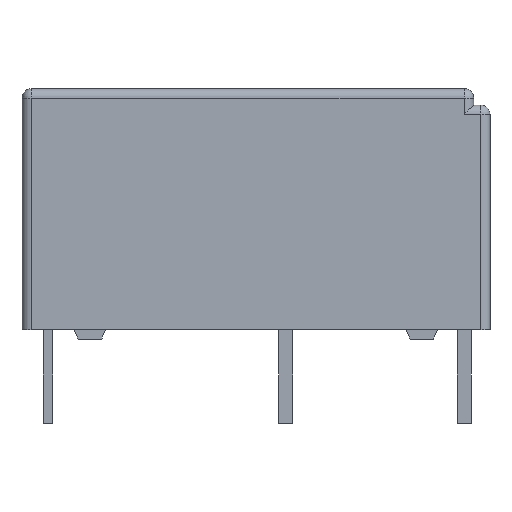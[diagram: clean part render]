
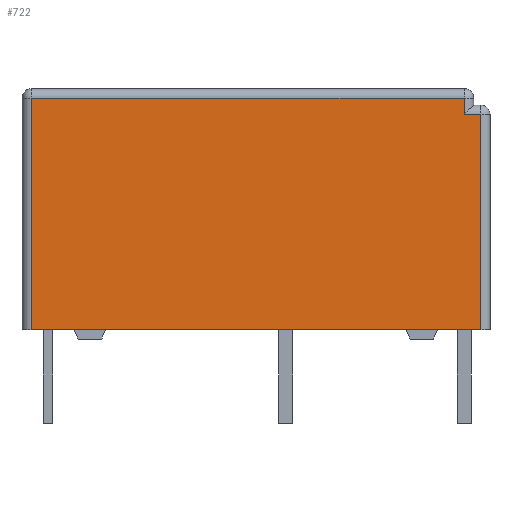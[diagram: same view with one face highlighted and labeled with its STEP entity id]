
A CAD part, front view. The second image highlights one B-rep face of the part: STEP entity #722.
In plain terms, the highlighted planar face has unit normal (0, -1, 0).
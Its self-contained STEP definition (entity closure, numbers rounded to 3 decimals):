
#107=CARTESIAN_POINT('',(-9.6,-5.,10.3));
#108=VERTEX_POINT('',#107);
#209=CARTESIAN_POINT('',(8.9,-5.,10.3));
#210=VERTEX_POINT('',#209);
#279=CARTESIAN_POINT('',(9.6,-5.,9.6));
#280=VERTEX_POINT('',#279);
#312=CARTESIAN_POINT('',(9.6,-5.,0.4));
#313=VERTEX_POINT('',#312);
#330=CARTESIAN_POINT('',(9.6,-5.,9.6));
#331=DIRECTION('',(0.0,0.0,-1.0));
#332=VECTOR('',#331,9.2);
#333=LINE('',#330,#332);
#334=EDGE_CURVE('',#280,#313,#333,.T.);
#366=CARTESIAN_POINT('',(8.9,-5.,9.6));
#367=VERTEX_POINT('',#366);
#368=CARTESIAN_POINT('',(8.9,-5.,9.6));
#369=DIRECTION('',(1.0,0.0,0.0));
#370=VECTOR('',#369,0.7);
#371=LINE('',#368,#370);
#372=EDGE_CURVE('',#367,#280,#371,.T.);
#468=CARTESIAN_POINT('',(8.9,-5.,10.3));
#469=DIRECTION('',(0.0,0.0,-1.0));
#470=VECTOR('',#469,0.7);
#471=LINE('',#468,#470);
#472=EDGE_CURVE('',#210,#367,#471,.T.);
#491=CARTESIAN_POINT('',(-9.6,-5.,10.3));
#492=DIRECTION('',(1.0,0.0,0.0));
#493=VECTOR('',#492,18.5);
#494=LINE('',#491,#493);
#495=EDGE_CURVE('',#108,#210,#494,.T.);
#605=CARTESIAN_POINT('',(-9.6,-5.,0.4));
#606=VERTEX_POINT('',#605);
#614=CARTESIAN_POINT('',(-9.6,-5.,0.4));
#615=DIRECTION('',(0.0,0.0,1.0));
#616=VECTOR('',#615,9.9);
#617=LINE('',#614,#616);
#618=EDGE_CURVE('',#606,#108,#617,.T.);
#704=CARTESIAN_POINT('',(0.,-5.0,5.55));
#705=DIRECTION('',(0.0,1.0,0.0));
#706=DIRECTION('',(0.0,0.0,1.0));
#707=AXIS2_PLACEMENT_3D('',#704,#705,#706);
#708=PLANE('',#707);
#709=ORIENTED_EDGE('',*,*,#334,.F.);
#710=ORIENTED_EDGE('',*,*,#372,.F.);
#711=ORIENTED_EDGE('',*,*,#472,.F.);
#712=ORIENTED_EDGE('',*,*,#495,.F.);
#713=ORIENTED_EDGE('',*,*,#618,.F.);
#714=CARTESIAN_POINT('',(9.6,-5.,0.4));
#715=DIRECTION('',(-1.0,0.0,0.0));
#716=VECTOR('',#715,19.2);
#717=LINE('',#714,#716);
#718=EDGE_CURVE('',#313,#606,#717,.T.);
#719=ORIENTED_EDGE('',*,*,#718,.F.);
#720=EDGE_LOOP('',(#709,#710,#711,#712,#713,#719));
#721=FACE_OUTER_BOUND('',#720,.T.);
#722=ADVANCED_FACE('',(#721),#708,.F.);
